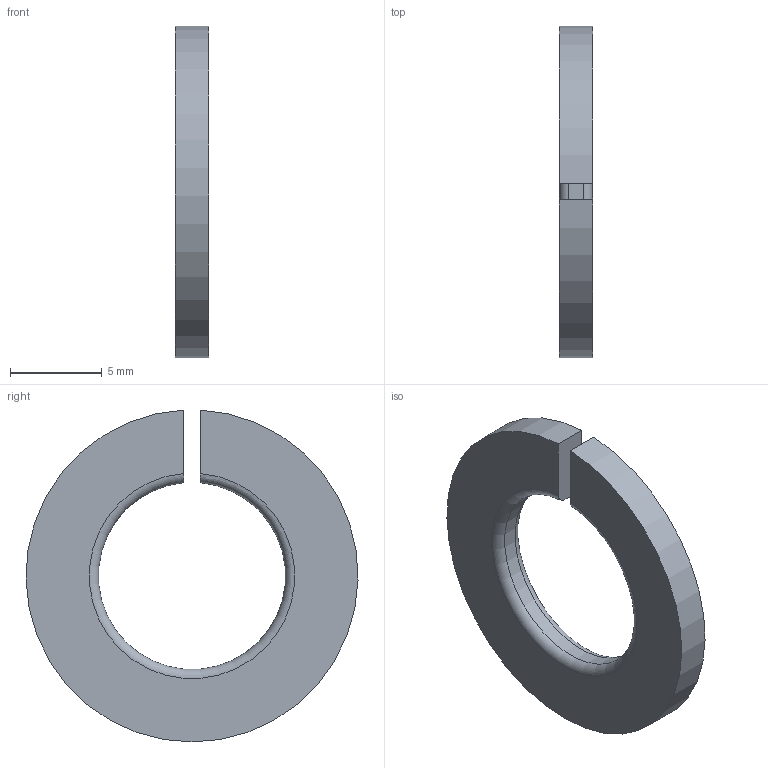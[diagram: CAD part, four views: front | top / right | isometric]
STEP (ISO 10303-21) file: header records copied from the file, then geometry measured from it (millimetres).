
FILE_DESCRIPTION (( 'STEP AP214' ), '1' );
FILE_NAME ('3405109.STEP', '2021-01-08T10:30:49', ( '' ), ( '' ), 'SwSTEP 2.0', 'SolidWorks 2020', '' );
FILE_SCHEMA (( 'AUTOMOTIVE_DESIGN' ));
Length unit declared in the file: millimetre
Products named in the file (1): 3405109
Bounding box: 1.8 x 18.09 x 18.09 mm (x, y, z)
Volume: 306.2 mm3; surface area: 501.7 mm2
Topology: 1 solids, 1 shells, 8 faces, 18 edges, 12 vertices
Faces by surface type: plane 4, cylinder 2, torus 2
Entity records: 274 total; most frequent: CARTESIAN_POINT 59, DIRECTION 38, ORIENTED_EDGE 36, EDGE_CURVE 18, AXIS2_PLACEMENT_3D 15, VERTEX_POINT 12, VECTOR 8, FACE_OUTER_BOUND 8
